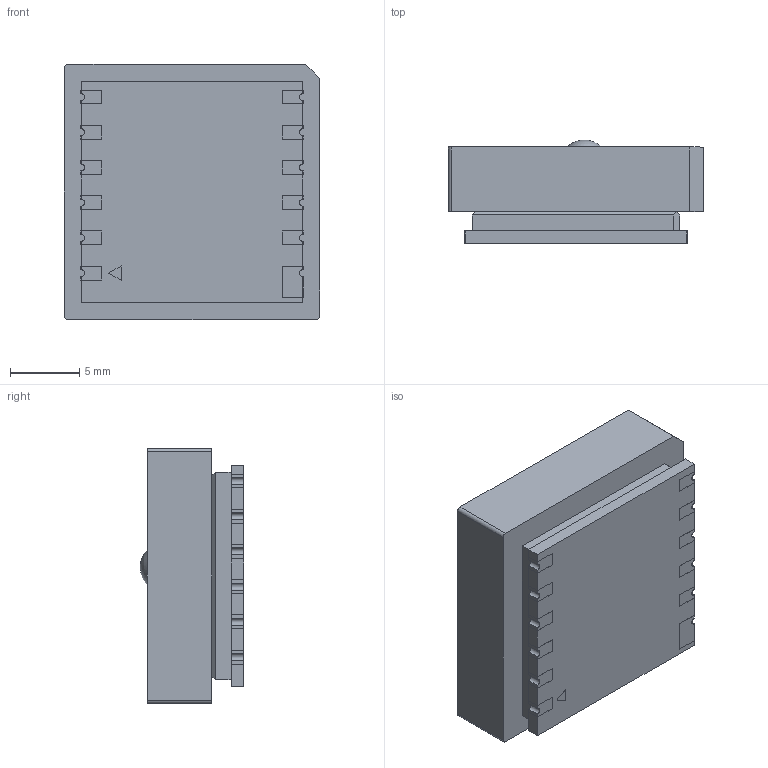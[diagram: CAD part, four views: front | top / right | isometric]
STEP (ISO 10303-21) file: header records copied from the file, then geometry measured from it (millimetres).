
FILE_DESCRIPTION (( 'STEP AP214' ), '1' );
FILE_NAME ('User Library-L86.STEP', '2020-07-13T17:45:46', ( '' ), ( '' ), 'SwSTEP 2.0', 'SolidWorks 2020', '' );
FILE_SCHEMA (( 'AUTOMOTIVE_DESIGN' ));
Length unit declared in the file: millimetre
Products named in the file (1): User Library-L86
Bounding box: 18.4 x 7.47 x 18.4 mm (x, y, z)
Volume: 2118.1 mm3; surface area: 2646.4 mm2
Topology: 41 solids, 41 shells, 305 faces, 665 edges, 442 vertices
Faces by surface type: plane 251, cylinder 53, sphere 1
Entity records: 11440 total; most frequent: CARTESIAN_POINT 1408, DIRECTION 1380, ORIENTED_EDGE 1324, EDGE_CURVE 662, VECTOR 556, LINE 556, VERTEX_POINT 440, AXIS2_PLACEMENT_3D 412
